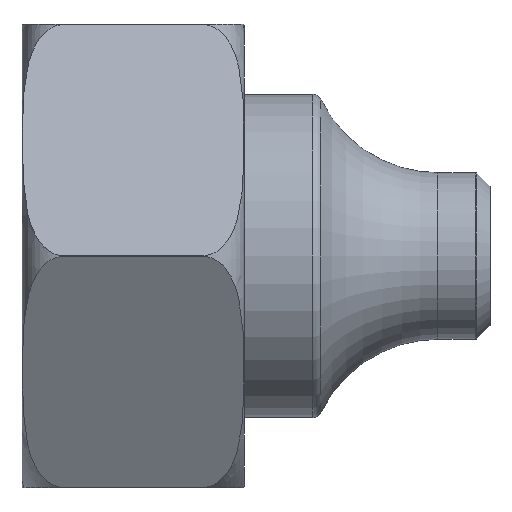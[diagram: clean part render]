
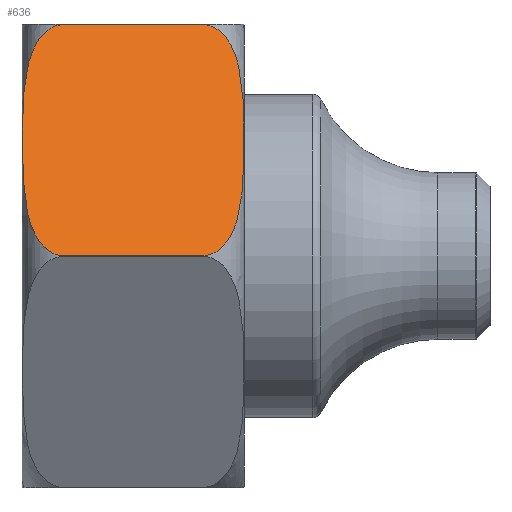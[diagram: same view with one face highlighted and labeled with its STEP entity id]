
A CAD part, front view. The second image highlights one B-rep face of the part: STEP entity #636.
In plain terms, the highlighted planar face has unit normal (0, -0.866, 0.5).
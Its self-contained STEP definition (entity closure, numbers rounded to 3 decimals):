
#526=FACE_OUTER_BOUND('',#917,.T.);
#602=LINE('',#2801,#616);
#603=LINE('',#2920,#617);
#616=VECTOR('',#2256,1.);
#617=VECTOR('',#2267,1.);
#636=ADVANCED_FACE('',(#526),#738,.T.);
#738=PLANE('',#2140);
#917=EDGE_LOOP('',(#1162,#1163,#1164,#1165));
#1162=ORIENTED_EDGE('',*,*,#1762,.T.);
#1163=ORIENTED_EDGE('',*,*,#1766,.T.);
#1164=ORIENTED_EDGE('',*,*,#1772,.T.);
#1165=ORIENTED_EDGE('',*,*,#1778,.T.);
#1588=VERTEX_POINT('',#2795);
#1591=VERTEX_POINT('',#2800);
#1593=VERTEX_POINT('',#2841);
#1596=VERTEX_POINT('',#2919);
#1762=EDGE_CURVE('',#1588,#1591,#602,.T.);
#1766=EDGE_CURVE('',#1591,#1593,#1980,.T.);
#1772=EDGE_CURVE('',#1593,#1596,#603,.T.);
#1778=EDGE_CURVE('',#1596,#1588,#1988,.T.);
#1980=B_SPLINE_CURVE_WITH_KNOTS('',3,(#2842,#2843,#2844,#2845,#2846,#2847,
#2848,#2849,#2850,#2851,#2852,#2853,#2854,#2855,#2856,#2857,#2858,#2859),
 .UNSPECIFIED.,.F.,.F.,(4,2,2,2,2,2,2,2,4),(0.,0.062,0.125,
0.25,0.5,0.75,0.875,0.938,1.),.UNSPECIFIED.);
#1988=B_SPLINE_CURVE_WITH_KNOTS('',3,(#2995,#2996,#2997,#2998,#2999,#3000,
#3001,#3002,#3003,#3004,#3005,#3006,#3007,#3008,#3009,#3010,#3011,#3012),
 .UNSPECIFIED.,.F.,.F.,(4,2,2,2,2,2,2,2,4),(0.,0.063,0.125,0.25,0.5,0.75,
0.875,0.938,1.),.UNSPECIFIED.);
#2140=AXIS2_PLACEMENT_3D('',#3054,#2301,#2302);
#2256=DIRECTION('',(-1.,0.,0.));
#2267=DIRECTION('',(1.,0.,0.));
#2301=DIRECTION('',(0.,-0.866,0.5));
#2302=DIRECTION('',(0.,-0.5,-0.866));
#2795=CARTESIAN_POINT('',(19.5,-14.451,24.97));
#2800=CARTESIAN_POINT('',(4.5,-14.451,24.97));
#2801=CARTESIAN_POINT('',(0.,-14.451,24.97));
#2841=CARTESIAN_POINT('',(4.5,-28.85,0.03));
#2842=CARTESIAN_POINT('',(4.5,-14.451,24.97));
#2843=CARTESIAN_POINT('',(3.811,-14.451,24.97));
#2844=CARTESIAN_POINT('',(3.165,-14.619,24.679));
#2845=CARTESIAN_POINT('',(2.174,-15.081,23.88));
#2846=CARTESIAN_POINT('',(1.799,-15.373,23.374));
#2847=CARTESIAN_POINT('',(0.918,-16.283,21.797));
#2848=CARTESIAN_POINT('',(0.623,-16.953,20.637));
#2849=CARTESIAN_POINT('',(0.047,-18.938,17.198));
#2850=CARTESIAN_POINT('',(0.048,-20.291,14.855));
#2851=CARTESIAN_POINT('',(0.047,-22.973,10.21));
#2852=CARTESIAN_POINT('',(0.042,-24.314,7.887));
#2853=CARTESIAN_POINT('',(0.607,-26.311,4.428));
#2854=CARTESIAN_POINT('',(0.897,-26.989,3.254));
#2855=CARTESIAN_POINT('',(1.786,-27.919,1.643));
#2856=CARTESIAN_POINT('',(2.159,-28.212,1.136));
#2857=CARTESIAN_POINT('',(3.158,-28.681,0.323));
#2858=CARTESIAN_POINT('',(3.806,-28.85,0.03));
#2859=CARTESIAN_POINT('',(4.5,-28.85,0.03));
#2919=CARTESIAN_POINT('',(19.5,-28.85,0.03));
#2920=CARTESIAN_POINT('',(0.,-28.85,0.03));
#2995=CARTESIAN_POINT('',(19.5,-28.85,0.03));
#2996=CARTESIAN_POINT('',(20.189,-28.85,0.03));
#2997=CARTESIAN_POINT('',(20.835,-28.682,0.321));
#2998=CARTESIAN_POINT('',(21.826,-28.221,1.12));
#2999=CARTESIAN_POINT('',(22.201,-27.929,1.626));
#3000=CARTESIAN_POINT('',(23.082,-27.018,3.203));
#3001=CARTESIAN_POINT('',(23.377,-26.349,4.363));
#3002=CARTESIAN_POINT('',(23.953,-24.363,7.802));
#3003=CARTESIAN_POINT('',(23.952,-23.01,10.145));
#3004=CARTESIAN_POINT('',(23.953,-20.328,14.79));
#3005=CARTESIAN_POINT('',(23.958,-18.987,17.113));
#3006=CARTESIAN_POINT('',(23.393,-16.99,20.572));
#3007=CARTESIAN_POINT('',(23.103,-16.312,21.746));
#3008=CARTESIAN_POINT('',(22.214,-15.382,23.357));
#3009=CARTESIAN_POINT('',(21.841,-15.089,23.864));
#3010=CARTESIAN_POINT('',(20.842,-14.62,24.677));
#3011=CARTESIAN_POINT('',(20.194,-14.451,24.97));
#3012=CARTESIAN_POINT('',(19.5,-14.451,24.97));
#3054=CARTESIAN_POINT('',(26.4,-28.868,0.));
